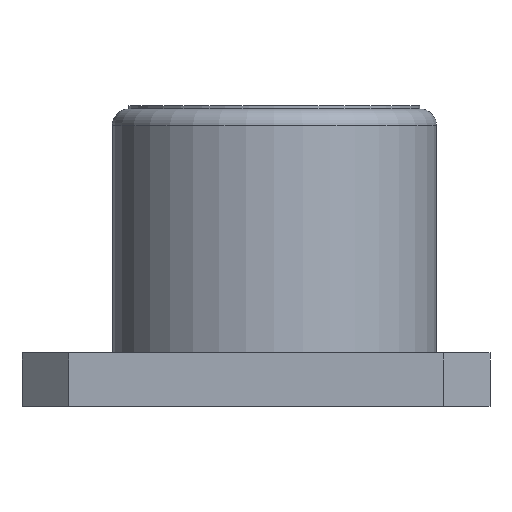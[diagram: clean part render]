
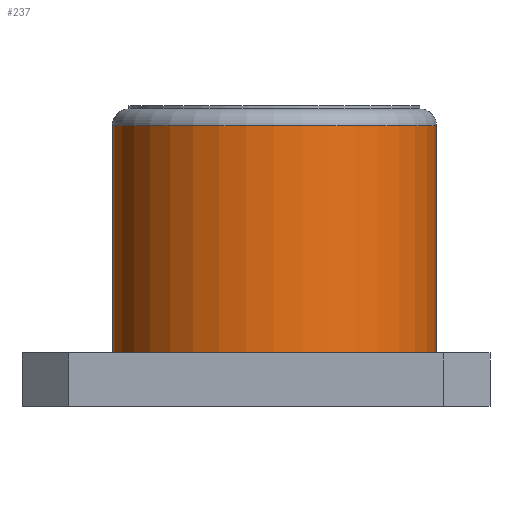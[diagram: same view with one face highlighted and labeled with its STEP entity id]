
A CAD part, front view. The second image highlights one B-rep face of the part: STEP entity #237.
In plain terms, the highlighted cylindrical face has radius 4.85 mm (diameter 9.7 mm), a partial arc.
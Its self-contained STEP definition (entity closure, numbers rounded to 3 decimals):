
#5 = LINE ( 'NONE', #643, #306 ) ;
#66 = EDGE_CURVE ( 'NONE', #229, #101, #878, .T. ) ;
#89 = CARTESIAN_POINT ( 'NONE',  ( 12.4, 14.15, 1.6 ) ) ;
#101 = VERTEX_POINT ( 'NONE', #89 ) ;
#113 = VECTOR ( 'NONE', #721, 1000. ) ;
#121 = CARTESIAN_POINT ( 'NONE',  ( 12.4, 14.15, 8.4 ) ) ;
#143 = ORIENTED_EDGE ( 'NONE', *, *, #772, .T. ) ;
#185 = DIRECTION ( 'NONE',  ( 0., 0., -1. ) ) ;
#197 = AXIS2_PLACEMENT_3D ( 'NONE', #338, #327, #802 ) ;
#198 = CARTESIAN_POINT ( 'NONE',  ( 12.4, 14.15, 8.9 ) ) ;
#204 = LINE ( 'NONE', #198, #113 ) ;
#205 = FACE_OUTER_BOUND ( 'NONE', #959, .T. ) ;
#229 = VERTEX_POINT ( 'NONE', #404 ) ;
#237 = ADVANCED_FACE ( 'NONE', ( #205 ), #742, .T. ) ;
#250 = EDGE_CURVE ( 'NONE', #343, #845, #635, .T. ) ;
#306 = VECTOR ( 'NONE', #185, 1000. ) ;
#327 = DIRECTION ( 'NONE',  ( 0., 0., -1. ) ) ;
#338 = CARTESIAN_POINT ( 'NONE',  ( 7.55, 14.15, 8.9 ) ) ;
#343 = VERTEX_POINT ( 'NONE', #121 ) ;
#346 = EDGE_CURVE ( 'NONE', #343, #101, #204, .T. ) ;
#404 = CARTESIAN_POINT ( 'NONE',  ( 2.7, 14.15, 1.6 ) ) ;
#429 = DIRECTION ( 'NONE',  ( 1., 0., 0. ) ) ;
#623 = DIRECTION ( 'NONE',  ( 1., 0., 0. ) ) ;
#635 = CIRCLE ( 'NONE', #765, 4.85 ) ;
#643 = CARTESIAN_POINT ( 'NONE',  ( 2.7, 14.15, 8.9 ) ) ;
#649 = CARTESIAN_POINT ( 'NONE',  ( 2.7, 14.15, 8.4 ) ) ;
#655 = CARTESIAN_POINT ( 'NONE',  ( 7.55, 14.15, 8.4 ) ) ;
#690 = DIRECTION ( 'NONE',  ( 0., 0., 1. ) ) ;
#692 = CARTESIAN_POINT ( 'NONE',  ( 7.55, 14.15, 1.6 ) ) ;
#721 = DIRECTION ( 'NONE',  ( 0., 0., -1. ) ) ;
#742 = CYLINDRICAL_SURFACE ( 'NONE', #197, 4.85 ) ;
#765 = AXIS2_PLACEMENT_3D ( 'NONE', #655, #875, #429 ) ;
#772 = EDGE_CURVE ( 'NONE', #845, #229, #5, .T. ) ;
#802 = DIRECTION ( 'NONE',  ( -1., 0., 0. ) ) ;
#841 = AXIS2_PLACEMENT_3D ( 'NONE', #692, #690, #623 ) ;
#845 = VERTEX_POINT ( 'NONE', #649 ) ;
#875 = DIRECTION ( 'NONE',  ( 0., 0., -1. ) ) ;
#878 = CIRCLE ( 'NONE', #841, 4.85 ) ;
#914 = ORIENTED_EDGE ( 'NONE', *, *, #346, .F. ) ;
#952 = ORIENTED_EDGE ( 'NONE', *, *, #66, .T. ) ;
#953 = ORIENTED_EDGE ( 'NONE', *, *, #250, .T. ) ;
#959 = EDGE_LOOP ( 'NONE', ( #914, #953, #143, #952 ) ) ;
